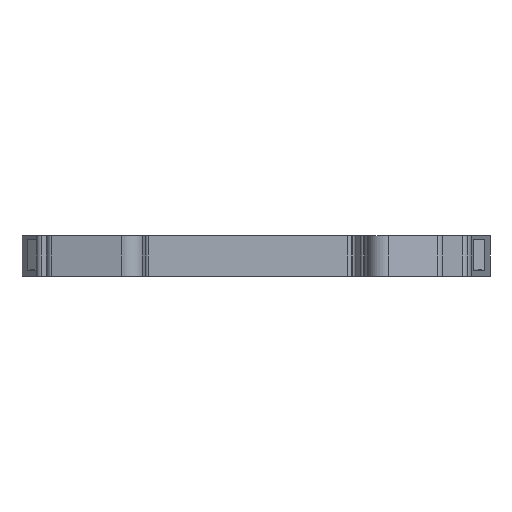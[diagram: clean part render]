
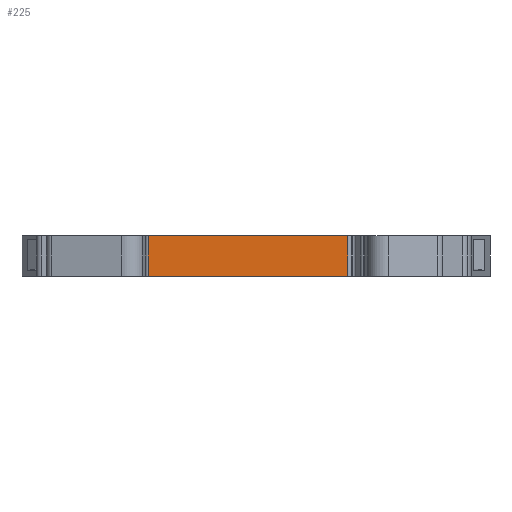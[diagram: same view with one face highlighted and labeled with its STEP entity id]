
A CAD part, front view. The second image highlights one B-rep face of the part: STEP entity #225.
In plain terms, the highlighted planar face has unit normal (0, -1, 0).
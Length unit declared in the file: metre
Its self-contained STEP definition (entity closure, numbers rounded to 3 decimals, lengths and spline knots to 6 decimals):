
#225 = ADVANCED_FACE( '', ( #568 ), #569, .T. );
#568 = FACE_OUTER_BOUND( '', #1057, .T. );
#569 = PLANE( '', #1058 );
#1057 = EDGE_LOOP( '', ( #1804, #1805, #1806, #1807 ) );
#1058 = AXIS2_PLACEMENT_3D( '', #1808, #1809, #1810 );
#1804 = ORIENTED_EDGE( '', *, *, #3089, .T. );
#1805 = ORIENTED_EDGE( '', *, *, #3090, .T. );
#1806 = ORIENTED_EDGE( '', *, *, #3091, .F. );
#1807 = ORIENTED_EDGE( '', *, *, #3092, .F. );
#1808 = CARTESIAN_POINT( '', ( 0.096752, 0.147432, 0. ) );
#1809 = DIRECTION( '', ( 0., -1., 0. ) );
#1810 = DIRECTION( '', ( 0., 0., -1. ) );
#3089 = EDGE_CURVE( '', #3728, #3729, #3730, .T. );
#3090 = EDGE_CURVE( '', #3729, #3731, #3732, .F. );
#3091 = EDGE_CURVE( '', #3733, #3731, #3734, .T. );
#3092 = EDGE_CURVE( '', #3728, #3733, #3735, .T. );
#3728 = VERTEX_POINT( '', #4652 );
#3729 = VERTEX_POINT( '', #4653 );
#3730 = LINE( '', #4654, #4655 );
#3731 = VERTEX_POINT( '', #4656 );
#3732 = LINE( '', #4657, #4658 );
#3733 = VERTEX_POINT( '', #4659 );
#3734 = LINE( '', #4660, #4661 );
#3735 = LINE( '', #4662, #4663 );
#4652 = CARTESIAN_POINT( '', ( 0.096752, 0.147432, 0. ) );
#4653 = CARTESIAN_POINT( '', ( 0.096752, 0.147432, -0.006 ) );
#4654 = CARTESIAN_POINT( '', ( 0.096752, 0.147432, 0. ) );
#4655 = VECTOR( '', #5704, 1. );
#4656 = CARTESIAN_POINT( '', ( 0.126166, 0.147434, -0.006 ) );
#4657 = CARTESIAN_POINT( '', ( 0.096752, 0.147432, -0.006 ) );
#4658 = VECTOR( '', #5705, 1. );
#4659 = CARTESIAN_POINT( '', ( 0.126166, 0.147434, 0. ) );
#4660 = CARTESIAN_POINT( '', ( 0.126166, 0.147434, 0. ) );
#4661 = VECTOR( '', #5706, 1. );
#4662 = CARTESIAN_POINT( '', ( -0.000009, 0.147426, 0. ) );
#4663 = VECTOR( '', #5707, 1. );
#5704 = DIRECTION( '', ( 0., 0., -1. ) );
#5705 = DIRECTION( '', ( -1., 0., 0. ) );
#5706 = DIRECTION( '', ( 0., 0., -1. ) );
#5707 = DIRECTION( '', ( 1., 0., 0. ) );
